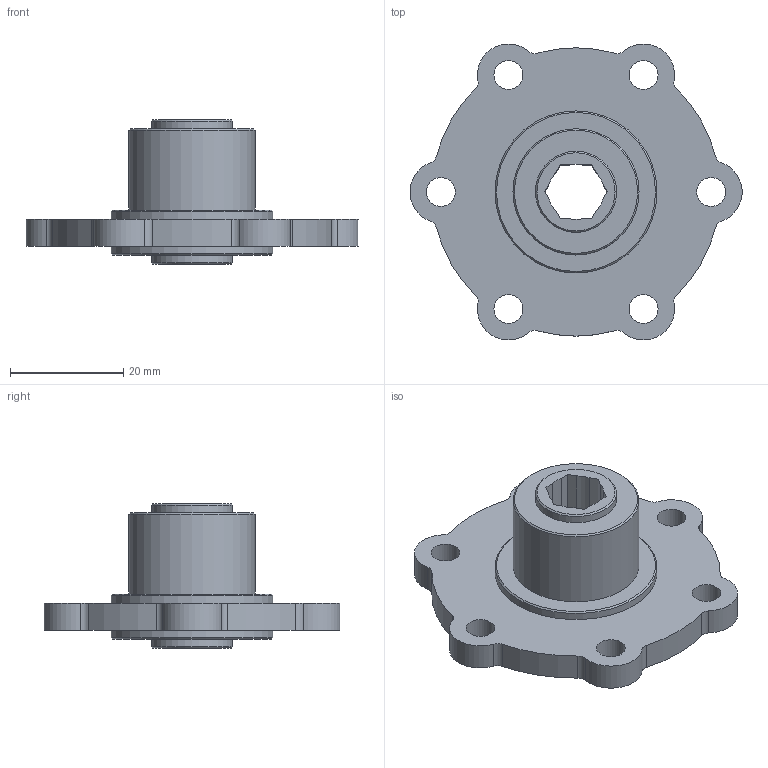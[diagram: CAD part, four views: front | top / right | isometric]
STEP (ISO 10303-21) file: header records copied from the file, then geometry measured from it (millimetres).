
FILE_DESCRIPTION (( 'STEP AP214' ), '1' );
FILE_NAME ('am-4123 375 Hex Hub.STEP', '2019-07-24T19:49:26', ( '' ), ( '' ), 'SwSTEP 2.0', 'SolidWorks 2019', '' );
FILE_SCHEMA (( 'AUTOMOTIVE_DESIGN' ));
Length unit declared in the file: inch
Products named in the file (1): am-4123 375 Hex Hub
Bounding box: 58.51 x 52.15 x 25.4 mm (x, y, z)
Volume: 16031 mm3; surface area: 7578.2 mm2
Topology: 1 solids, 1 shells, 65 faces, 169 edges, 111 vertices
Faces by surface type: cylinder 41, plane 19, cone 5
Full cylindrical faces by diameter (mm): 5.105 x6, 14.287 x1, 14.288 x1, 22.225 x1, 28.55 x2
Entity records: 2018 total; most frequent: DIRECTION 372, CARTESIAN_POINT 330, ORIENTED_EDGE 306, EDGE_CURVE 153, AXIS2_PLACEMENT_3D 153, VERTEX_POINT 111, EDGE_LOOP 100, CIRCLE 87
